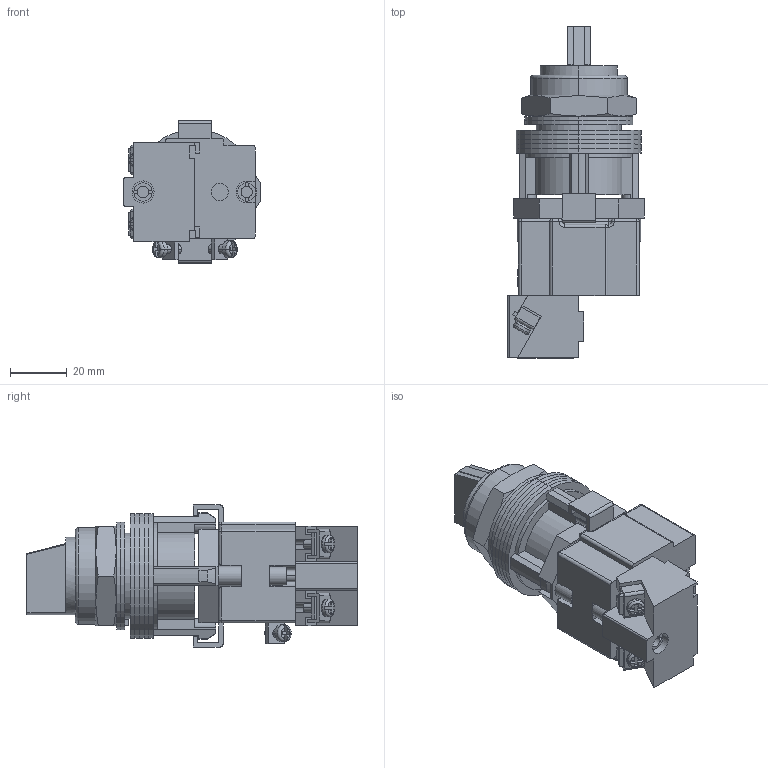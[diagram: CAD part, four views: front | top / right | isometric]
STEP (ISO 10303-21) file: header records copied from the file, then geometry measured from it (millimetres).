
FILE_DESCRIPTION (( 'STEP AP214' ), '1' );
FILE_NAME ('HT8JNH3AA5.step', '2018-06-29T16:31:40', ( '' ), ( '' ), 'SwSTEP 2.0', 'SolidWorks 2017', '' );
FILE_SCHEMA (( 'AUTOMOTIVE_DESIGN' ));
Length unit declared in the file: millimetre
Products named in the file (1): HT8JNH3AA5
Bounding box: 48 x 116.85 x 50 mm (x, y, z)
Volume: 97723.4 mm3; surface area: 49234.9 mm2
Topology: 26 solids, 26 shells, 590 faces, 1469 edges, 940 vertices
Faces by surface type: plane 342, cylinder 195, torus 26, sphere 14, cone 13
Entity records: 18742 total; most frequent: CARTESIAN_POINT 3264, DIRECTION 3059, ORIENTED_EDGE 2910, EDGE_CURVE 1455, AXIS2_PLACEMENT_3D 1063, VERTEX_POINT 940, LINE 933, VECTOR 933
